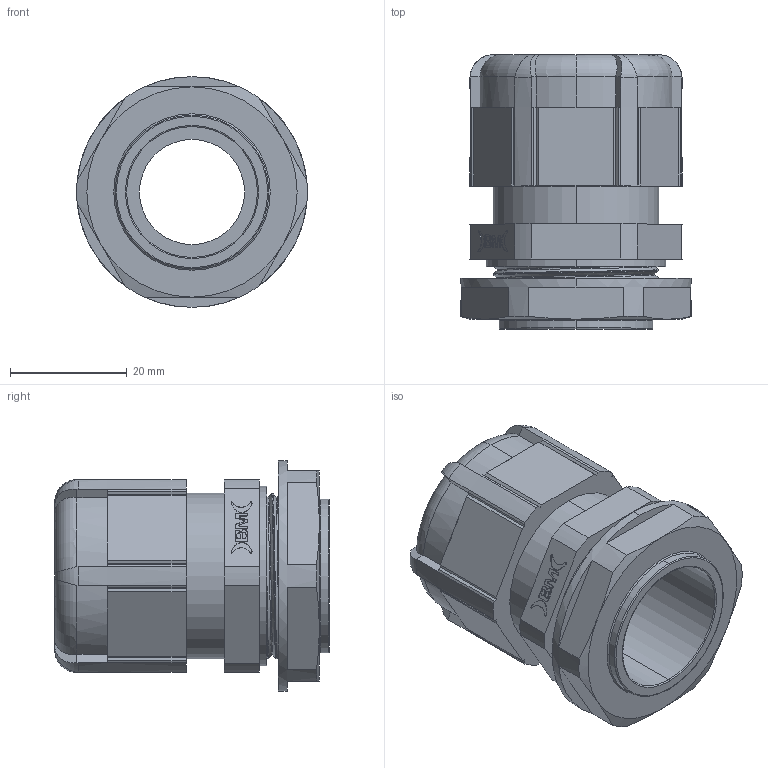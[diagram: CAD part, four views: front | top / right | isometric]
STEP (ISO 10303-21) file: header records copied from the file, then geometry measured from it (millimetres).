
FILE_DESCRIPTION (( 'STEP AP203' ), '1' );
FILE_NAME ('4721.STEP', '2026-03-12T12:45:53', ( '' ), ( '' ), 'SwSTEP 2.0', 'SolidWorks 2025', '' );
FILE_SCHEMA (( 'CONFIG_CONTROL_DESIGN' ));
Length unit declared in the file: millimetre
Products named in the file (1): 4721
Bounding box: 39.5 x 47 x 39.5 mm (x, y, z)
Volume: 24960.8 mm3; surface area: 11312 mm2
Topology: 1 solids, 1 shells, 313 faces, 831 edges, 540 vertices
Faces by surface type: plane 158, bspline 89, cylinder 39, torus 19, cone 8
Entity records: 15290 total; most frequent: CARTESIAN_POINT 8090, ORIENTED_EDGE 1660, DIRECTION 1165, EDGE_CURVE 830, VERTEX_POINT 538, LINE 469, VECTOR 469, AXIS2_PLACEMENT_3D 348
